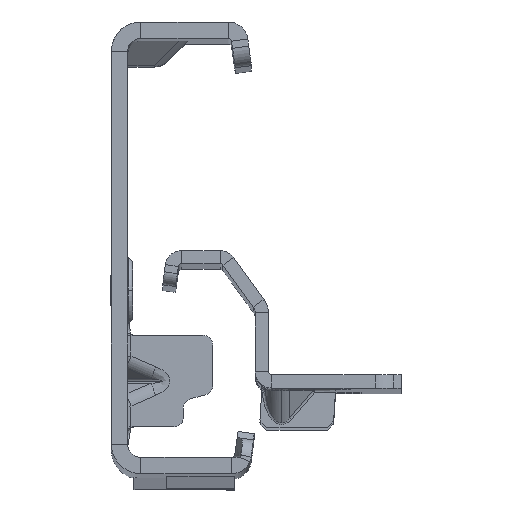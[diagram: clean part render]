
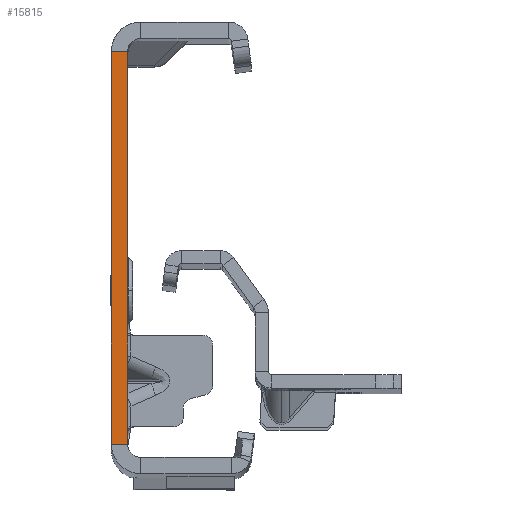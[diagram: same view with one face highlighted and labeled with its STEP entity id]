
A CAD part, top view. The second image highlights one B-rep face of the part: STEP entity #15815.
In plain terms, the highlighted planar face has unit normal (0, 0, 1).
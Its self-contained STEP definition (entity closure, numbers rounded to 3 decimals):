
#428 = PLANE ( 'NONE',  #11762 ) ;
#892 = LINE ( 'NONE', #2275, #19901 ) ;
#1636 = VECTOR ( 'NONE', #18216, 1000. ) ;
#2275 = CARTESIAN_POINT ( 'NONE',  ( 0., -32., 0. ) ) ;
#3202 = VECTOR ( 'NONE', #20122, 1000. ) ;
#3217 = VERTEX_POINT ( 'NONE', #10563 ) ;
#3481 = VERTEX_POINT ( 'NONE', #17344 ) ;
#3615 = LINE ( 'NONE', #15007, #15142 ) ;
#4965 = LINE ( 'NONE', #14386, #3202 ) ;
#6831 = ORIENTED_EDGE ( 'NONE', *, *, #17762, .F. ) ;
#7654 = CARTESIAN_POINT ( 'NONE',  ( -2.5, -32., 0. ) ) ;
#7757 = VERTEX_POINT ( 'NONE', #24551 ) ;
#8346 = DIRECTION ( 'NONE',  ( 0., -1., 0. ) ) ;
#8714 = ORIENTED_EDGE ( 'NONE', *, *, #9662, .F. ) ;
#9662 = EDGE_CURVE ( 'NONE', #3217, #14993, #892, .T. ) ;
#9768 = DIRECTION ( 'NONE',  ( 0., 0., 1. ) ) ;
#9864 = EDGE_CURVE ( 'NONE', #3217, #7757, #3615, .T. ) ;
#10563 = CARTESIAN_POINT ( 'NONE',  ( 0., 30., 0. ) ) ;
#10663 = LINE ( 'NONE', #23922, #1636 ) ;
#11751 = CARTESIAN_POINT ( 'NONE',  ( 0., -30., 0. ) ) ;
#11762 = AXIS2_PLACEMENT_3D ( 'NONE', #7654, #9768, #17327 ) ;
#13169 = DIRECTION ( 'NONE',  ( -1., 0., 0. ) ) ;
#14386 = CARTESIAN_POINT ( 'NONE',  ( -2.5, -32., 0. ) ) ;
#14795 = ORIENTED_EDGE ( 'NONE', *, *, #17366, .T. ) ;
#14993 = VERTEX_POINT ( 'NONE', #11751 ) ;
#15007 = CARTESIAN_POINT ( 'NONE',  ( 0., 30., 0. ) ) ;
#15142 = VECTOR ( 'NONE', #13169, 1000. ) ;
#15815 = ADVANCED_FACE ( 'NONE', ( #17568 ), #428, .T. ) ;
#16336 = ORIENTED_EDGE ( 'NONE', *, *, #9864, .T. ) ;
#17327 = DIRECTION ( 'NONE',  ( 1., 0., 0. ) ) ;
#17344 = CARTESIAN_POINT ( 'NONE',  ( -2.5, -30., 0. ) ) ;
#17366 = EDGE_CURVE ( 'NONE', #7757, #3481, #4965, .T. ) ;
#17568 = FACE_OUTER_BOUND ( 'NONE', #20346, .T. ) ;
#17762 = EDGE_CURVE ( 'NONE', #14993, #3481, #10663, .T. ) ;
#18216 = DIRECTION ( 'NONE',  ( -1., 0., 0. ) ) ;
#19901 = VECTOR ( 'NONE', #8346, 1000. ) ;
#20122 = DIRECTION ( 'NONE',  ( 0., -1., 0. ) ) ;
#20346 = EDGE_LOOP ( 'NONE', ( #8714, #16336, #14795, #6831 ) ) ;
#23922 = CARTESIAN_POINT ( 'NONE',  ( 0., -30., 0. ) ) ;
#24551 = CARTESIAN_POINT ( 'NONE',  ( -2.5, 30., 0. ) ) ;
